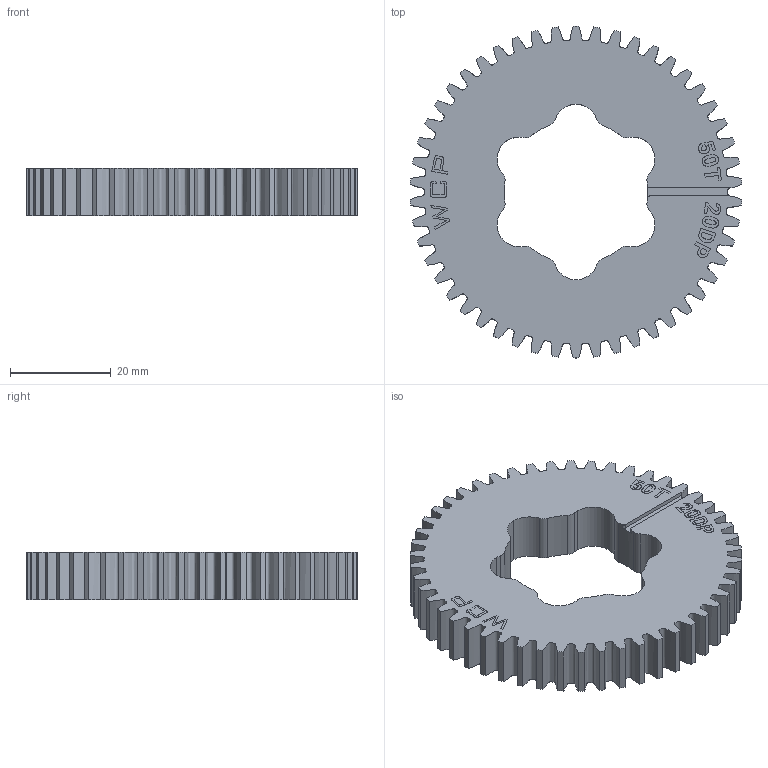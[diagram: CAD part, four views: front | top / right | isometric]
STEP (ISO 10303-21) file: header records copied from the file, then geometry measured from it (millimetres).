
FILE_DESCRIPTION (( 'STEP AP214' ), '1' );
FILE_NAME ('WCP-1199 Rev1.step', '2024-01-05T00:50:17', ( '' ), ( '' ), 'SwSTEP 2.0', 'SolidWorks 2022', '' );
FILE_SCHEMA (( 'AUTOMOTIVE_DESIGN' ));
Length unit declared in the file: inch
Products named in the file (1): WCP-1199 Rev1
Bounding box: 65.97 x 66.04 x 9.53 mm (x, y, z)
Volume: 23596.1 mm3; surface area: 9689 mm2
Topology: 1 solids, 1 shells, 277 faces, 783 edges, 522 vertices
Faces by surface type: plane 101, bspline 95, cylinder 81
Entity records: 26329 total; most frequent: CARTESIAN_POINT 19596, ORIENTED_EDGE 1566, DIRECTION 1121, EDGE_CURVE 783, VERTEX_POINT 522, VECTOR 427, LINE 427, AXIS2_PLACEMENT_3D 347
